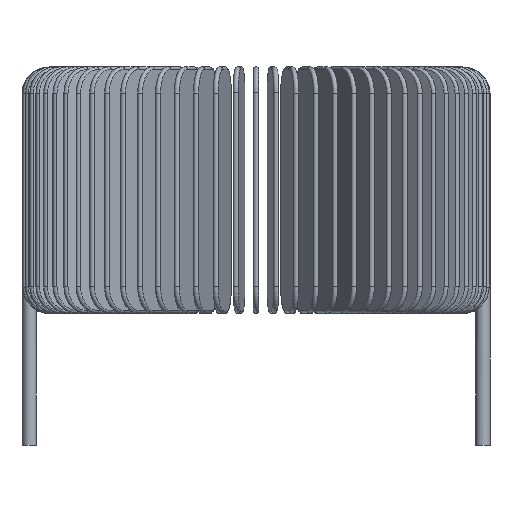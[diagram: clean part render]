
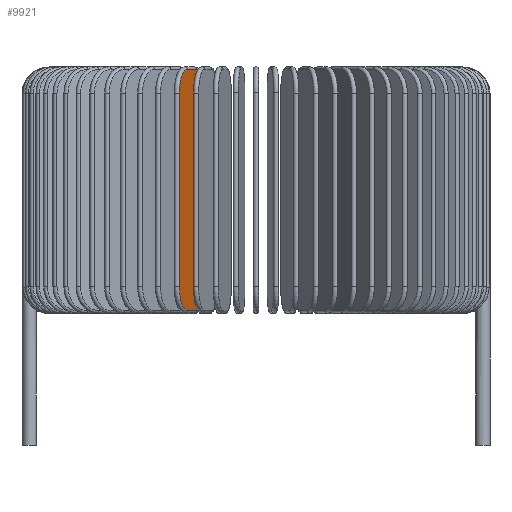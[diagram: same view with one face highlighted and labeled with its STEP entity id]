
A CAD part, top view. The second image highlights one B-rep face of the part: STEP entity #9921.
In plain terms, the highlighted planar face has unit normal (0.94, 0, 0.342).
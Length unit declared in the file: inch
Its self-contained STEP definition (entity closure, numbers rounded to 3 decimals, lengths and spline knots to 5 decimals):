
#9749=DIRECTION('',(0.,-1.,0.));
#9750=VECTOR('',#9749,0.367);
#9751=CARTESIAN_POINT('',(-0.14528,0.417,0.41377));
#9752=LINE('',#9751,#9750);
#9753=CARTESIAN_POINT('',(-0.12989,0.417,0.37148));
#9754=DIRECTION('',(0.94,0.,0.342));
#9755=DIRECTION('',(0.,1.,0.));
#9756=AXIS2_PLACEMENT_3D('',#9753,#9754,#9755);
#9758=DIRECTION('',(-0.342,0.,0.94));
#9759=VECTOR('',#9758,0.05);
#9760=CARTESIAN_POINT('',(-0.11279,0.462,0.32449));
#9761=LINE('',#9760,#9759);
#9762=CARTESIAN_POINT('',(-0.11279,0.417,0.32449));
#9763=DIRECTION('',(0.94,0.,0.342));
#9764=DIRECTION('',(0.342,0.,-0.94));
#9765=AXIS2_PLACEMENT_3D('',#9762,#9763,#9764);
#9767=DIRECTION('',(0.,1.,0.));
#9768=VECTOR('',#9767,0.367);
#9769=CARTESIAN_POINT('',(-0.09739,0.05,0.28221));
#9770=LINE('',#9769,#9768);
#9771=CARTESIAN_POINT('',(-0.11279,0.05,0.32449));
#9772=DIRECTION('',(0.94,0.,0.342));
#9773=DIRECTION('',(0.,-1.,0.));
#9774=AXIS2_PLACEMENT_3D('',#9771,#9772,#9773);
#9776=DIRECTION('',(0.342,0.,-0.94));
#9777=VECTOR('',#9776,0.05);
#9778=CARTESIAN_POINT('',(-0.12989,0.005,0.37148));
#9779=LINE('',#9778,#9777);
#9780=CARTESIAN_POINT('',(-0.12989,0.05,0.37148));
#9781=DIRECTION('',(0.94,0.,0.342));
#9782=DIRECTION('',(-0.342,0.,0.94));
#9783=AXIS2_PLACEMENT_3D('',#9780,#9781,#9782);
#9819=CARTESIAN_POINT('',(-0.14528,0.417,0.41377));
#9820=CARTESIAN_POINT('',(-0.14528,0.05,0.41377));
#9821=VERTEX_POINT('',#9819);
#9822=VERTEX_POINT('',#9820);
#9825=CARTESIAN_POINT('',(-0.12989,0.005,0.37148));
#9826=VERTEX_POINT('',#9825);
#9829=CARTESIAN_POINT('',(-0.11279,0.005,0.32449));
#9830=VERTEX_POINT('',#9829);
#9833=CARTESIAN_POINT('',(-0.09739,0.05,0.28221));
#9834=VERTEX_POINT('',#9833);
#9837=CARTESIAN_POINT('',(-0.09739,0.417,0.28221));
#9838=VERTEX_POINT('',#9837);
#9841=CARTESIAN_POINT('',(-0.11279,0.462,0.32449));
#9842=VERTEX_POINT('',#9841);
#9845=CARTESIAN_POINT('',(-0.12989,0.462,0.37148));
#9846=VERTEX_POINT('',#9845);
#9900=CARTESIAN_POINT('',(-0.14699,0.,0.41846));
#9901=DIRECTION('',(0.94,0.,0.342));
#9902=DIRECTION('',(0.342,0.,-0.94));
#9903=AXIS2_PLACEMENT_3D('',#9900,#9901,#9902);
#9904=PLANE('',#9903);
#9905=ORIENTED_EDGE('',*,*,#9893,.F.);
#9906=ORIENTED_EDGE('',*,*,#9856,.F.);
#9908=ORIENTED_EDGE('',*,*,#9907,.F.);
#9910=ORIENTED_EDGE('',*,*,#9909,.F.);
#9912=ORIENTED_EDGE('',*,*,#9911,.F.);
#9914=ORIENTED_EDGE('',*,*,#9913,.F.);
#9916=ORIENTED_EDGE('',*,*,#9915,.F.);
#9918=ORIENTED_EDGE('',*,*,#9917,.F.);
#9919=EDGE_LOOP('',(#9905,#9906,#9908,#9910,#9912,#9914,#9916,#9918));
#9920=FACE_OUTER_BOUND('',#9919,.F.);
#9757=CIRCLE('',#9756,0.045);
#9766=CIRCLE('',#9765,0.045);
#9775=CIRCLE('',#9774,0.045);
#9784=CIRCLE('',#9783,0.045);
#9856=EDGE_CURVE('',#9846,#9821,#9757,.T.);
#9893=EDGE_CURVE('',#9821,#9822,#9752,.T.);
#9907=EDGE_CURVE('',#9842,#9846,#9761,.T.);
#9909=EDGE_CURVE('',#9838,#9842,#9766,.T.);
#9911=EDGE_CURVE('',#9834,#9838,#9770,.T.);
#9913=EDGE_CURVE('',#9830,#9834,#9775,.T.);
#9915=EDGE_CURVE('',#9826,#9830,#9779,.T.);
#9917=EDGE_CURVE('',#9822,#9826,#9784,.T.);
#9921=ADVANCED_FACE('',(#9920),#9904,.T.);
